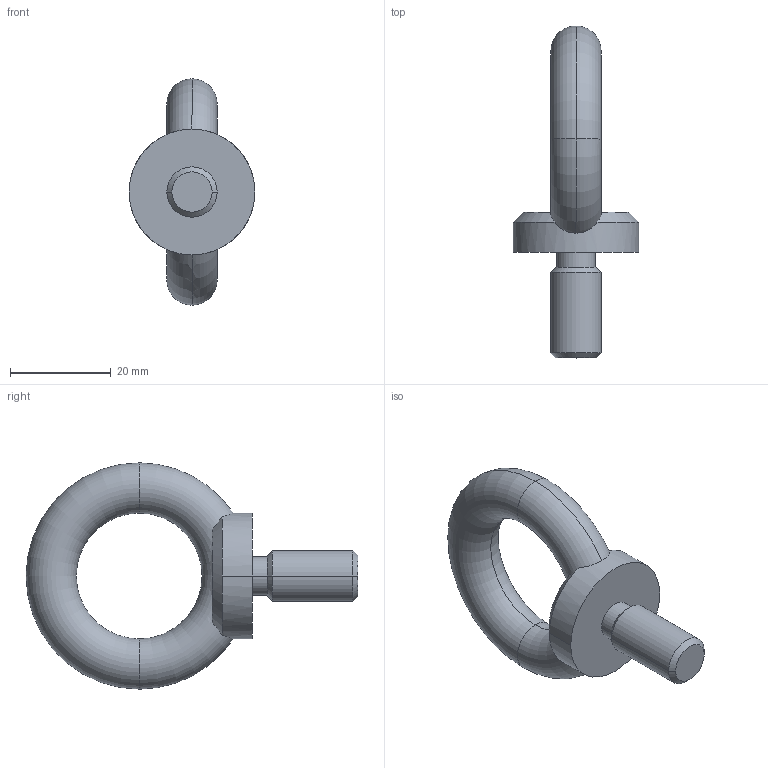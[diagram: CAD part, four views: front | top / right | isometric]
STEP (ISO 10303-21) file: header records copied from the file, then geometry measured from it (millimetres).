
FILE_DESCRIPTION(('FreeCAD Model'),'2;1');
FILE_NAME('Open CASCADE Shape Model','2025-11-27T18:45:58',(''),(''), 'Open CASCADE STEP processor 7.8','FreeCAD','Unknown');
FILE_SCHEMA(('AUTOMOTIVE_DESIGN { 1 0 10303 214 1 1 1 1 }'));
Length unit declared in the file: millimetre
Products named in the file (1): Âruba z uchem A M10 - PN-M 82472
Bounding box: 25 x 66 x 45 mm (x, y, z)
Volume: 12598.8 mm3; surface area: 4894.2 mm2
Topology: 1 solids, 1 shells, 22 faces, 51 edges, 31 vertices
Faces by surface type: cone 7, cylinder 6, plane 5, torus 4
Entity records: 749 total; most frequent: CARTESIAN_POINT 215, DIRECTION 117, ORIENTED_EDGE 102, AXIS2_PLACEMENT_3D 53, EDGE_CURVE 51, VERTEX_POINT 31, CIRCLE 30, FACE_BOUND 24
